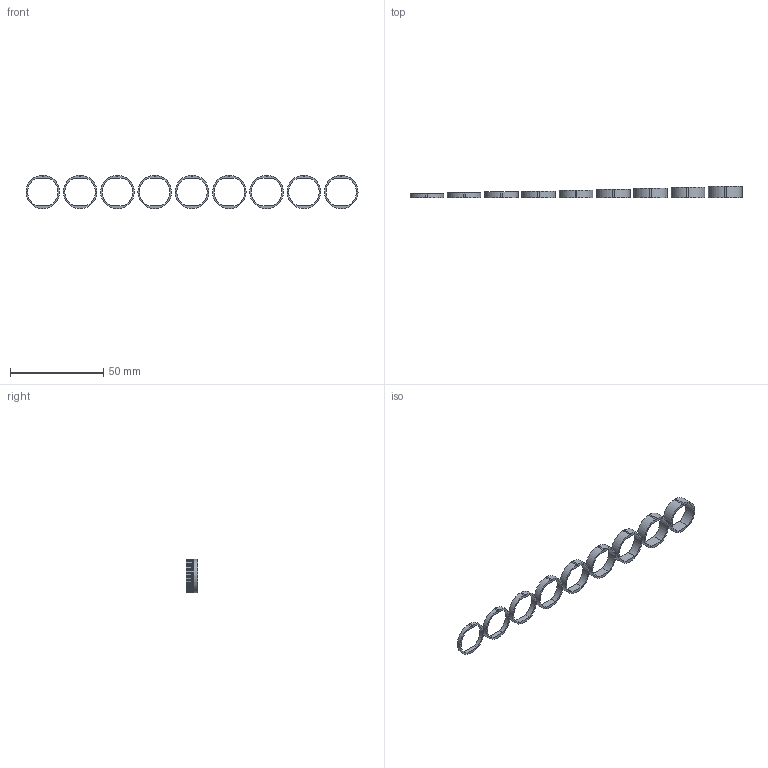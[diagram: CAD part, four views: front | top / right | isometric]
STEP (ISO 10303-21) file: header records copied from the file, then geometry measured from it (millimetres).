
FILE_DESCRIPTION (( 'STEP AP203' ), '1' );
FILE_NAME ('潔炩遠統蕉芞.STEP', '2025-02-28T05:25:17', ( '' ), ( '' ), 'SwSTEP 2.0', 'SolidWorks 2022', '' );
FILE_SCHEMA (( 'CONFIG_CONTROL_DESIGN' ));
Length unit declared in the file: millimetre
Products named in the file (1): 潔炩遠統蕉芞
Bounding box: 177.99 x 6 x 17.99 mm (x, y, z)
Volume: 1933.6 mm3; surface area: 4846.7 mm2
Topology: 9 solids, 9 shells, 81 faces, 189 edges, 126 vertices
Faces by surface type: cylinder 45, plane 36
Entity records: 2450 total; most frequent: DIRECTION 443, CARTESIAN_POINT 397, ORIENTED_EDGE 378, EDGE_CURVE 189, AXIS2_PLACEMENT_3D 172, VERTEX_POINT 126, EDGE_LOOP 99, LINE 99
